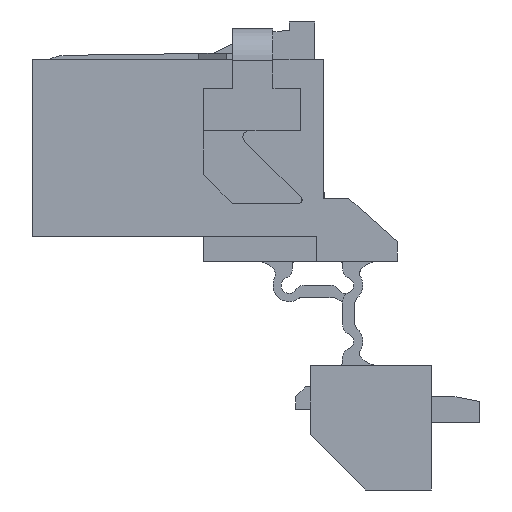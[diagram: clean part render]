
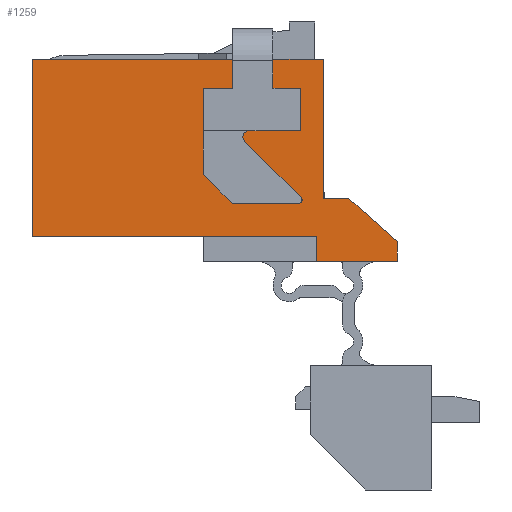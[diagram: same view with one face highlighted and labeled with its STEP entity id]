
A CAD part, left-side view. The second image highlights one B-rep face of the part: STEP entity #1259.
In plain terms, the highlighted planar face has unit normal (-1, 0, 0).
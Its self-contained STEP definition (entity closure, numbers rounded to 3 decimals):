
#454=FACE_OUTER_BOUND('',#2459,.T.);
#850=CIRCLE('',#13322,0.2);
#851=CIRCLE('',#13323,0.1);
#1259=ADVANCED_FACE('',(#454),#1831,.T.);
#1831=PLANE('',#13324);
#2459=EDGE_LOOP('',(#4798,#4799,#4800,#4801,#4802,#4803,#4804,#4805,#4806,
#4807,#4808,#4809,#4810,#4811,#4812,#4813,#4814,#4815,#4816,#4817,#4818,
#4819));
#4798=ORIENTED_EDGE('',*,*,#8812,.T.);
#4799=ORIENTED_EDGE('',*,*,#8813,.T.);
#4800=ORIENTED_EDGE('',*,*,#8814,.T.);
#4801=ORIENTED_EDGE('',*,*,#8815,.T.);
#4802=ORIENTED_EDGE('',*,*,#8816,.T.);
#4803=ORIENTED_EDGE('',*,*,#8817,.F.);
#4804=ORIENTED_EDGE('',*,*,#8818,.F.);
#4805=ORIENTED_EDGE('',*,*,#8819,.T.);
#4806=ORIENTED_EDGE('',*,*,#8820,.F.);
#4807=ORIENTED_EDGE('',*,*,#8697,.T.);
#4808=ORIENTED_EDGE('',*,*,#8821,.T.);
#4809=ORIENTED_EDGE('',*,*,#8822,.T.);
#4810=ORIENTED_EDGE('',*,*,#8619,.T.);
#4811=ORIENTED_EDGE('',*,*,#8823,.F.);
#4812=ORIENTED_EDGE('',*,*,#8736,.T.);
#4813=ORIENTED_EDGE('',*,*,#8720,.T.);
#4814=ORIENTED_EDGE('',*,*,#8824,.T.);
#4815=ORIENTED_EDGE('',*,*,#8825,.F.);
#4816=ORIENTED_EDGE('',*,*,#8826,.F.);
#4817=ORIENTED_EDGE('',*,*,#8827,.F.);
#4818=ORIENTED_EDGE('',*,*,#8828,.T.);
#4819=ORIENTED_EDGE('',*,*,#8740,.T.);
#7079=VERTEX_POINT('',#18812);
#7081=VERTEX_POINT('',#18816);
#7156=VERTEX_POINT('',#18976);
#7157=VERTEX_POINT('',#18978);
#7178=VERTEX_POINT('',#19023);
#7179=VERTEX_POINT('',#19025);
#7188=VERTEX_POINT('',#19054);
#7191=VERTEX_POINT('',#19061);
#7192=VERTEX_POINT('',#19063);
#7253=VERTEX_POINT('',#19207);
#7254=VERTEX_POINT('',#19209);
#7255=VERTEX_POINT('',#19211);
#7256=VERTEX_POINT('',#19213);
#7257=VERTEX_POINT('',#19215);
#7258=VERTEX_POINT('',#19217);
#7259=VERTEX_POINT('',#19219);
#7260=VERTEX_POINT('',#19221);
#7261=VERTEX_POINT('',#19224);
#7262=VERTEX_POINT('',#19228);
#7263=VERTEX_POINT('',#19230);
#7264=VERTEX_POINT('',#19232);
#7265=VERTEX_POINT('',#19234);
#8619=EDGE_CURVE('',#7079,#7081,#10381,.T.);
#8697=EDGE_CURVE('',#7157,#7156,#10459,.T.);
#8720=EDGE_CURVE('',#7179,#7178,#10482,.T.);
#8736=EDGE_CURVE('',#7188,#7179,#10498,.T.);
#8740=EDGE_CURVE('',#7192,#7191,#10502,.T.);
#8812=EDGE_CURVE('',#7191,#7253,#850,.T.);
#8813=EDGE_CURVE('',#7253,#7254,#10568,.T.);
#8814=EDGE_CURVE('',#7254,#7255,#851,.T.);
#8815=EDGE_CURVE('',#7255,#7256,#10569,.T.);
#8816=EDGE_CURVE('',#7256,#7257,#10570,.T.);
#8817=EDGE_CURVE('',#7258,#7257,#10571,.T.);
#8818=EDGE_CURVE('',#7259,#7258,#10572,.T.);
#8819=EDGE_CURVE('',#7259,#7260,#10573,.T.);
#8820=EDGE_CURVE('',#7157,#7260,#10574,.T.);
#8821=EDGE_CURVE('',#7156,#7261,#10575,.T.);
#8822=EDGE_CURVE('',#7261,#7079,#10576,.T.);
#8823=EDGE_CURVE('',#7188,#7081,#10577,.T.);
#8824=EDGE_CURVE('',#7178,#7262,#10578,.T.);
#8825=EDGE_CURVE('',#7263,#7262,#10579,.T.);
#8826=EDGE_CURVE('',#7264,#7263,#10580,.T.);
#8827=EDGE_CURVE('',#7265,#7264,#10581,.T.);
#8828=EDGE_CURVE('',#7265,#7192,#10582,.T.);
#10381=LINE('',#18817,#12051);
#10459=LINE('',#18977,#12129);
#10482=LINE('',#19024,#12152);
#10498=LINE('',#19053,#12168);
#10502=LINE('',#19062,#12172);
#10568=LINE('',#19208,#12238);
#10569=LINE('',#19212,#12239);
#10570=LINE('',#19214,#12240);
#10571=LINE('',#19216,#12241);
#10572=LINE('',#19218,#12242);
#10573=LINE('',#19220,#12243);
#10574=LINE('',#19222,#12244);
#10575=LINE('',#19223,#12245);
#10576=LINE('',#19225,#12246);
#10577=LINE('',#19226,#12247);
#10578=LINE('',#19227,#12248);
#10579=LINE('',#19229,#12249);
#10580=LINE('',#19231,#12250);
#10581=LINE('',#19233,#12251);
#10582=LINE('',#19235,#12252);
#12051=VECTOR('',#15314,1.);
#12129=VECTOR('',#15406,1.);
#12152=VECTOR('',#15433,1.);
#12168=VECTOR('',#15457,1.);
#12172=VECTOR('',#15463,1.);
#12238=VECTOR('',#15565,1.);
#12239=VECTOR('',#15568,1.);
#12240=VECTOR('',#15569,1.);
#12241=VECTOR('',#15570,1.);
#12242=VECTOR('',#15571,1.);
#12243=VECTOR('',#15572,1.);
#12244=VECTOR('',#15573,1.);
#12245=VECTOR('',#15574,1.);
#12246=VECTOR('',#15575,1.);
#12247=VECTOR('',#15576,1.);
#12248=VECTOR('',#15577,1.);
#12249=VECTOR('',#15578,1.);
#12250=VECTOR('',#15579,1.);
#12251=VECTOR('',#15580,1.);
#12252=VECTOR('',#15581,1.);
#13322=AXIS2_PLACEMENT_3D('',#19206,#15563,#15564);
#13323=AXIS2_PLACEMENT_3D('',#19210,#15566,#15567);
#13324=AXIS2_PLACEMENT_3D('',#19236,#15582,#15583);
#15314=DIRECTION('',(0.,-1.,0.));
#15406=DIRECTION('',(0.,0.,-1.));
#15433=DIRECTION('',(0.,1.,0.));
#15457=DIRECTION('',(0.,0.746,0.666));
#15463=DIRECTION('',(0.,1.,0.));
#15563=DIRECTION('',(-1.,0.,0.));
#15564=DIRECTION('',(0.,-1.,0.));
#15565=DIRECTION('',(0.,-0.708,-0.706));
#15566=DIRECTION('',(1.,0.,0.));
#15567=DIRECTION('',(0.,-1.,0.));
#15568=DIRECTION('',(0.,1.,0.));
#15569=DIRECTION('',(0.,0.707,0.707));
#15570=DIRECTION('',(0.,0.,-1.));
#15571=DIRECTION('',(0.,1.,0.));
#15572=DIRECTION('',(0.,0.,1.));
#15573=DIRECTION('',(0.,-1.,0.));
#15574=DIRECTION('',(0.,-1.,0.));
#15575=DIRECTION('',(0.,0.,-1.));
#15576=DIRECTION('',(0.,0.,-1.));
#15577=DIRECTION('',(0.,0.,1.));
#15578=DIRECTION('',(0.,-1.,0.));
#15579=DIRECTION('',(0.,0.,1.));
#15580=DIRECTION('',(0.,1.,0.));
#15581=DIRECTION('',(0.,0.,-1.));
#15582=DIRECTION('',(-1.,0.,0.));
#15583=DIRECTION('',(0.,0.,1.));
#18812=CARTESIAN_POINT('',(-27.5,0.2,-0.05));
#18816=CARTESIAN_POINT('',(-27.5,-2.3,-0.05));
#18817=CARTESIAN_POINT('',(-27.5,9.,-0.05));
#18976=CARTESIAN_POINT('',(-27.5,9.,0.7));
#18977=CARTESIAN_POINT('',(-27.5,9.,6.2));
#18978=CARTESIAN_POINT('',(-27.5,9.,6.2));
#19023=CARTESIAN_POINT('',(-27.5,0.,1.89));
#19024=CARTESIAN_POINT('',(-27.5,-0.8,1.89));
#19025=CARTESIAN_POINT('',(-27.5,-0.8,1.89));
#19053=CARTESIAN_POINT('',(-27.5,-2.3,0.55));
#19054=CARTESIAN_POINT('',(-27.5,-2.3,0.55));
#19061=CARTESIAN_POINT('',(-27.5,2.28,3.99));
#19062=CARTESIAN_POINT('',(-27.5,0.7,3.99));
#19063=CARTESIAN_POINT('',(-27.5,0.7,3.99));
#19206=CARTESIAN_POINT('',(-27.5,2.28,3.79));
#19207=CARTESIAN_POINT('',(-27.5,2.421,3.648));
#19208=CARTESIAN_POINT('',(-27.5,2.421,3.648));
#19209=CARTESIAN_POINT('',(-27.5,0.679,1.911));
#19210=CARTESIAN_POINT('',(-27.5,0.75,1.84));
#19211=CARTESIAN_POINT('',(-27.5,0.75,1.74));
#19212=CARTESIAN_POINT('',(-27.5,0.75,1.74));
#19213=CARTESIAN_POINT('',(-27.5,2.81,1.74));
#19214=CARTESIAN_POINT('',(-27.5,2.81,1.74));
#19215=CARTESIAN_POINT('',(-27.5,3.7,2.63));
#19216=CARTESIAN_POINT('',(-27.5,3.7,5.3));
#19217=CARTESIAN_POINT('',(-27.5,3.7,5.3));
#19218=CARTESIAN_POINT('',(-27.5,0.7,5.3));
#19219=CARTESIAN_POINT('',(-27.5,2.8,5.3));
#19220=CARTESIAN_POINT('',(-27.5,2.8,5.3));
#19221=CARTESIAN_POINT('',(-27.5,2.8,6.2));
#19222=CARTESIAN_POINT('',(-27.5,9.,6.2));
#19223=CARTESIAN_POINT('',(-27.5,9.,0.7));
#19224=CARTESIAN_POINT('',(-27.5,0.2,0.7));
#19225=CARTESIAN_POINT('',(-27.5,0.2,0.7));
#19226=CARTESIAN_POINT('',(-27.5,-2.3,6.2));
#19227=CARTESIAN_POINT('',(-27.5,0.,1.89));
#19228=CARTESIAN_POINT('',(-27.5,0.,6.2));
#19229=CARTESIAN_POINT('',(-27.5,9.,6.2));
#19230=CARTESIAN_POINT('',(-27.5,1.55,6.2));
#19231=CARTESIAN_POINT('',(-27.5,1.55,5.3));
#19232=CARTESIAN_POINT('',(-27.5,1.55,5.3));
#19233=CARTESIAN_POINT('',(-27.5,0.7,5.3));
#19234=CARTESIAN_POINT('',(-27.5,0.7,5.3));
#19235=CARTESIAN_POINT('',(-27.5,0.7,5.3));
#19236=CARTESIAN_POINT('',(-27.5,9.,6.2));
